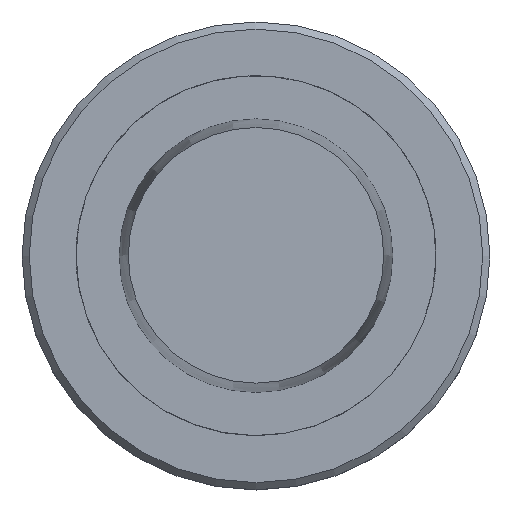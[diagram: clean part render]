
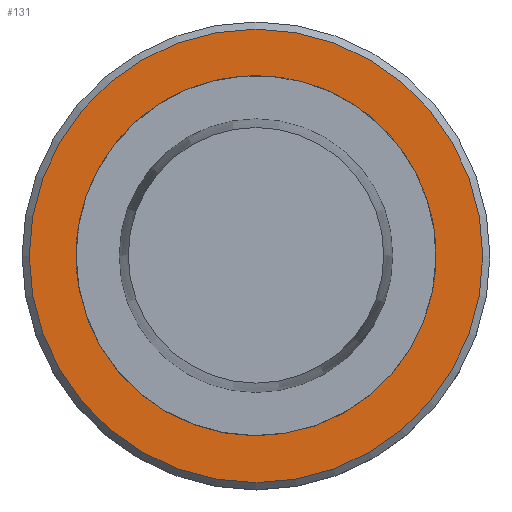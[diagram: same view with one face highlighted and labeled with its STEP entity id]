
A CAD part, top view. The second image highlights one B-rep face of the part: STEP entity #131.
In plain terms, the highlighted planar face has unit normal (0, 0, 1).
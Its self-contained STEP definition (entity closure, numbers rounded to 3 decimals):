
#76=FACE_BOUND('',#246,.T.);
#77=FACE_BOUND('',#247,.T.);
#131=ADVANCED_FACE('',(#76,#77),#169,.F.);
#169=PLANE('',#934);
#246=EDGE_LOOP('',(#483));
#247=EDGE_LOOP('',(#484));
#483=ORIENTED_EDGE('',*,*,#780,.T.);
#484=ORIENTED_EDGE('',*,*,#781,.T.);
#682=VERTEX_POINT('',#1461);
#683=VERTEX_POINT('',#1463);
#780=EDGE_CURVE('',#682,#682,#847,.T.);
#781=EDGE_CURVE('',#683,#683,#848,.T.);
#847=CIRCLE('',#932,63.);
#848=CIRCLE('',#933,43.75);
#932=AXIS2_PLACEMENT_3D('',#1460,#1108,#1109);
#933=AXIS2_PLACEMENT_3D('',#1462,#1110,#1111);
#934=AXIS2_PLACEMENT_3D('',#1464,#1112,#1113);
#1108=DIRECTION('',(0.,0.,1.));
#1109=DIRECTION('',(0.,1.,0.));
#1110=DIRECTION('',(0.,0.,-1.));
#1111=DIRECTION('',(0.,-1.,0.));
#1112=DIRECTION('',(0.,0.,-1.));
#1113=DIRECTION('',(0.,-1.,0.));
#1460=CARTESIAN_POINT('',(0.,0.,-45.));
#1461=CARTESIAN_POINT('',(0.,63.,-45.));
#1462=CARTESIAN_POINT('',(0.,0.,-45.));
#1463=CARTESIAN_POINT('',(0.,-43.75,-45.));
#1464=CARTESIAN_POINT('',(0.,0.,-45.));
